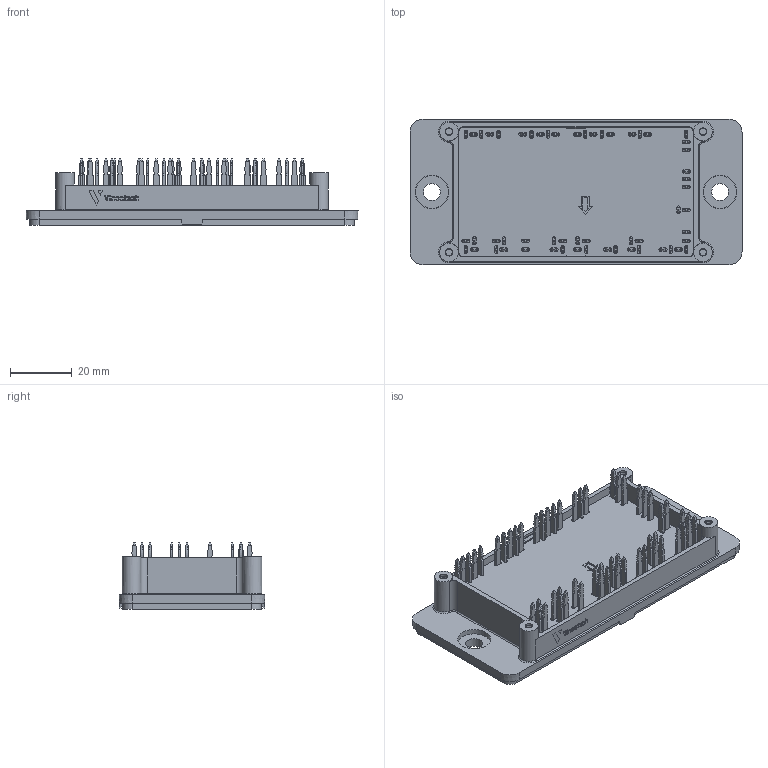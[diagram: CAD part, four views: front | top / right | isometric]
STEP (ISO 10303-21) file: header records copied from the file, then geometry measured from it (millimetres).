
FILE_DESCRIPTION(/* description */ ('Unknown'),/* implementation_level */ '2;1');
FILE_NAME(/* name */ 'Flow2-4T17Y-P760(560)-02-OL',/* time_stamp */ '2019-01-11T14:59:10+01:00',/* author */ ('Unknown'),/* organization */ ('Unknown'),/* preprocessor_version */ 'ST-DEVELOPER v16.7',/* originating_system */ 'DEX',/* authorisation */ $);
FILE_SCHEMA (('AUTOMOTIVE_DESIGN {1 0 10303 214 3 1 1}'));
Products named in the file (1): Flow2-4T17Y-P760-OL
Bounding box: 107.2 x 47 x 21.48 mm (x, y, z)
Volume: 45914.5 mm3; surface area: 22093.1 mm2
Topology: 1 solids, 8 shells, 2091 faces, 5944 edges, 3939 vertices
Faces by surface type: plane 1332, cylinder 537, bspline 117, cone 81, torus 24
Full cylindrical faces by diameter (mm): 2.1 x4, 2.4 x4, 3 x4, 5.5 x2, 6 x4
Entity records: 85842 total; most frequent: CARTESIAN_POINT 16718, ORIENTED_EDGE 11814, DIRECTION 10708, EDGE_CURVE 5907, LINE 4078, VECTOR 4078, VERTEX_POINT 3927, AXIS2_PLACEMENT_3D 3315
